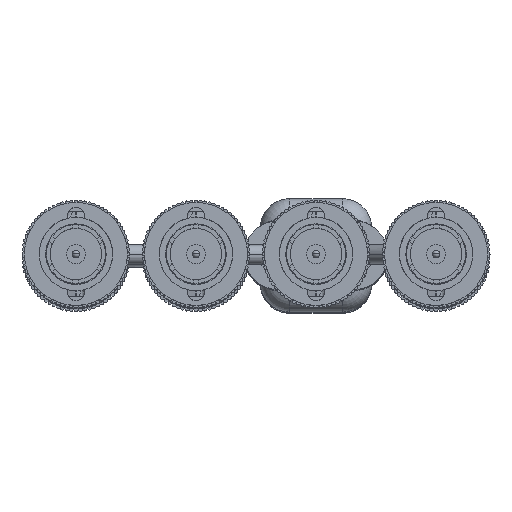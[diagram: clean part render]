
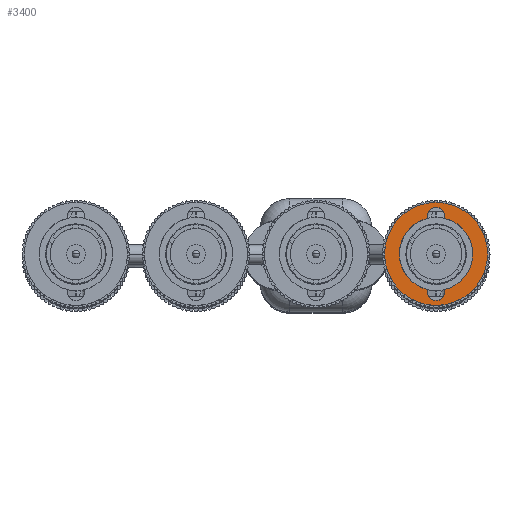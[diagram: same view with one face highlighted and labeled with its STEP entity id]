
A CAD part, top view. The second image highlights one B-rep face of the part: STEP entity #3400.
In plain terms, the highlighted planar face has unit normal (0, 0, 1).
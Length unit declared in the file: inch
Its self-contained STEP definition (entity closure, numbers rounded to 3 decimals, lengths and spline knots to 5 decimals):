
#2960 = VERTEX_POINT ( 'NONE', #20532 ) ;
#2970 = EDGE_CURVE ( 'NONE', #2977, #2960, #20564, .T. ) ;
#2977 = VERTEX_POINT ( 'NONE', #20612 ) ;
#3400 = ADVANCED_FACE ( 'NONE', ( #13077, #13076 ), #13075, .T. ) ;
#3401 = EDGE_LOOP ( 'NONE', ( #3403, #26213, #26178, #26225, #26272, #26267, #26274, #6494, #6461, #6463 ) ) ;
#3403 = ORIENTED_EDGE ( 'NONE', *, *, #3405, .F. ) ;
#3405 = EDGE_CURVE ( 'NONE', #10755, #11062, #13070, .T. ) ;
#6422 = EDGE_CURVE ( 'NONE', #10750, #11159, #13137, .T. ) ;
#6432 = EDGE_LOOP ( 'NONE', ( #7476, #6441 ) ) ;
#6441 = ORIENTED_EDGE ( 'NONE', *, *, #6443, .T. ) ;
#6443 = EDGE_CURVE ( 'NONE', #2960, #2977, #13171, .T. ) ;
#6461 = ORIENTED_EDGE ( 'NONE', *, *, #6422, .F. ) ;
#6463 = ORIENTED_EDGE ( 'NONE', *, *, #10751, .F. ) ;
#6494 = ORIENTED_EDGE ( 'NONE', *, *, #11105, .F. ) ;
#7476 = ORIENTED_EDGE ( 'NONE', *, *, #2970, .T. ) ;
#10690 = EDGE_CURVE ( 'NONE', #10950, #11067, #16483, .T. ) ;
#10750 = VERTEX_POINT ( 'NONE', #16513 ) ;
#10751 = EDGE_CURVE ( 'NONE', #11062, #10750, #16512, .T. ) ;
#10755 = VERTEX_POINT ( 'NONE', #16507 ) ;
#10950 = VERTEX_POINT ( 'NONE', #16574 ) ;
#11044 = EDGE_CURVE ( 'NONE', #11142, #10755, #16652, .T. ) ;
#11062 = VERTEX_POINT ( 'NONE', #16669 ) ;
#11067 = VERTEX_POINT ( 'NONE', #16696 ) ;
#11105 = EDGE_CURVE ( 'NONE', #11159, #11112, #16691, .T. ) ;
#11112 = VERTEX_POINT ( 'NONE', #26648 ) ;
#11131 = VERTEX_POINT ( 'NONE', #26682 ) ;
#11132 = EDGE_CURVE ( 'NONE', #11131, #11142, #26675, .T. ) ;
#11133 = EDGE_CURVE ( 'NONE', #11112, #10950, #26670, .T. ) ;
#11142 = VERTEX_POINT ( 'NONE', #26732 ) ;
#11159 = VERTEX_POINT ( 'NONE', #26757 ) ;
#11161 = EDGE_CURVE ( 'NONE', #11067, #11164, #26755, .T. ) ;
#11164 = VERTEX_POINT ( 'NONE', #26750 ) ;
#13066 = DIRECTION ( 'NONE',  ( 1., 0., 0. ) ) ;
#13067 = DIRECTION ( 'NONE',  ( 0., 0., 1. ) ) ;
#13068 = CARTESIAN_POINT ( 'NONE',  ( 0., 0., 0. ) ) ;
#13069 = AXIS2_PLACEMENT_3D ( 'NONE', #13068, #13067, #13066 ) ;
#13070 = CIRCLE ( 'NONE', #13069, 0.194 ) ;
#13071 = DIRECTION ( 'NONE',  ( 1., 0., 0. ) ) ;
#13072 = DIRECTION ( 'NONE',  ( 0., 0., 1. ) ) ;
#13073 = CARTESIAN_POINT ( 'NONE',  ( 0.2725, 0., 0. ) ) ;
#13074 = AXIS2_PLACEMENT_3D ( 'NONE', #13073, #13072, #13071 ) ;
#13075 = PLANE ( 'NONE',  #13074 ) ;
#13076 = FACE_OUTER_BOUND ( 'NONE', #6432, .T. ) ;
#13077 = FACE_BOUND ( 'NONE', #3401, .T. ) ;
#13133 = DIRECTION ( 'NONE',  ( 1., 0., 0. ) ) ;
#13134 = DIRECTION ( 'NONE',  ( 0., 0., 1. ) ) ;
#13135 = CARTESIAN_POINT ( 'NONE',  ( 0., -0.2, 0. ) ) ;
#13136 = AXIS2_PLACEMENT_3D ( 'NONE', #13135, #13134, #13133 ) ;
#13137 = CIRCLE ( 'NONE', #13136, 0.0465 ) ;
#13161 = DIRECTION ( 'NONE',  ( 1., 0., 0. ) ) ;
#13162 = DIRECTION ( 'NONE',  ( 0., 0., 1. ) ) ;
#13163 = CARTESIAN_POINT ( 'NONE',  ( 0., 0., 0. ) ) ;
#13164 = AXIS2_PLACEMENT_3D ( 'NONE', #13163, #13162, #13161 ) ;
#13171 = CIRCLE ( 'NONE', #13164, 0.2725 ) ;
#16463 = DIRECTION ( 'NONE',  ( 1., 0., 0. ) ) ;
#16479 = DIRECTION ( 'NONE',  ( 1., 0., 0. ) ) ;
#16480 = DIRECTION ( 'NONE',  ( 0., 0., 1. ) ) ;
#16481 = CARTESIAN_POINT ( 'NONE',  ( 0., 0., 0. ) ) ;
#16482 = AXIS2_PLACEMENT_3D ( 'NONE', #16481, #16480, #16479 ) ;
#16483 = CIRCLE ( 'NONE', #16482, 0.194 ) ;
#16507 = CARTESIAN_POINT ( 'NONE',  ( -0.0451, 0.18868, 0. ) ) ;
#16508 = DIRECTION ( 'NONE',  ( 1., 0., 0. ) ) ;
#16509 = DIRECTION ( 'NONE',  ( 0., 0., 1. ) ) ;
#16510 = CARTESIAN_POINT ( 'NONE',  ( 0., 0., 0. ) ) ;
#16511 = AXIS2_PLACEMENT_3D ( 'NONE', #16510, #16509, #16508 ) ;
#16512 = CIRCLE ( 'NONE', #16511, 0.194 ) ;
#16513 = CARTESIAN_POINT ( 'NONE',  ( -0.0451, -0.18868, 0. ) ) ;
#16574 = CARTESIAN_POINT ( 'NONE',  ( 0.0451, -0.18868, 0. ) ) ;
#16648 = DIRECTION ( 'NONE',  ( -1., 0., 0. ) ) ;
#16649 = DIRECTION ( 'NONE',  ( 0., 0., 1. ) ) ;
#16650 = CARTESIAN_POINT ( 'NONE',  ( 0., 0.2, 0. ) ) ;
#16651 = AXIS2_PLACEMENT_3D ( 'NONE', #16650, #16649, #16648 ) ;
#16652 = CIRCLE ( 'NONE', #16651, 0.0465 ) ;
#16669 = CARTESIAN_POINT ( 'NONE',  ( -0.194, 0., 0. ) ) ;
#16688 = DIRECTION ( 'NONE',  ( 0., 0., 1. ) ) ;
#16689 = CARTESIAN_POINT ( 'NONE',  ( 0., -0.2, 0. ) ) ;
#16690 = AXIS2_PLACEMENT_3D ( 'NONE', #16689, #16688, #16463 ) ;
#16691 = CIRCLE ( 'NONE', #16690, 0.0465 ) ;
#16696 = CARTESIAN_POINT ( 'NONE',  ( 0.194, 0., 0. ) ) ;
#20532 = CARTESIAN_POINT ( 'NONE',  ( -0.2725, 0., 0. ) ) ;
#20560 = DIRECTION ( 'NONE',  ( 1., 0., 0. ) ) ;
#20561 = DIRECTION ( 'NONE',  ( 0., 0., 1. ) ) ;
#20562 = CARTESIAN_POINT ( 'NONE',  ( 0., 0., 0. ) ) ;
#20563 = AXIS2_PLACEMENT_3D ( 'NONE', #20562, #20561, #20560 ) ;
#20564 = CIRCLE ( 'NONE', #20563, 0.2725 ) ;
#20612 = CARTESIAN_POINT ( 'NONE',  ( 0.2725, 0., 0. ) ) ;
#26178 = ORIENTED_EDGE ( 'NONE', *, *, #11132, .F. ) ;
#26213 = ORIENTED_EDGE ( 'NONE', *, *, #11044, .F. ) ;
#26225 = ORIENTED_EDGE ( 'NONE', *, *, #26254, .F. ) ;
#26254 = EDGE_CURVE ( 'NONE', #11164, #11131, #27689, .T. ) ;
#26267 = ORIENTED_EDGE ( 'NONE', *, *, #10690, .F. ) ;
#26272 = ORIENTED_EDGE ( 'NONE', *, *, #11161, .F. ) ;
#26274 = ORIENTED_EDGE ( 'NONE', *, *, #11133, .F. ) ;
#26648 = CARTESIAN_POINT ( 'NONE',  ( 0.0465, -0.2, 0. ) ) ;
#26666 = DIRECTION ( 'NONE',  ( 1., 0., 0. ) ) ;
#26667 = DIRECTION ( 'NONE',  ( 0., 0., 1. ) ) ;
#26668 = CARTESIAN_POINT ( 'NONE',  ( 0., -0.2, 0. ) ) ;
#26669 = AXIS2_PLACEMENT_3D ( 'NONE', #26668, #26667, #26666 ) ;
#26670 = CIRCLE ( 'NONE', #26669, 0.0465 ) ;
#26671 = DIRECTION ( 'NONE',  ( -1., 0., 0. ) ) ;
#26672 = DIRECTION ( 'NONE',  ( 0., 0., 1. ) ) ;
#26673 = CARTESIAN_POINT ( 'NONE',  ( 0., 0.2, 0. ) ) ;
#26674 = AXIS2_PLACEMENT_3D ( 'NONE', #26673, #26672, #26671 ) ;
#26675 = CIRCLE ( 'NONE', #26674, 0.0465 ) ;
#26682 = CARTESIAN_POINT ( 'NONE',  ( 0.0465, 0.2, 0. ) ) ;
#26732 = CARTESIAN_POINT ( 'NONE',  ( -0.0465, 0.2, 0. ) ) ;
#26750 = CARTESIAN_POINT ( 'NONE',  ( 0.0451, 0.18868, 0. ) ) ;
#26751 = DIRECTION ( 'NONE',  ( 1., 0., 0. ) ) ;
#26752 = DIRECTION ( 'NONE',  ( 0., 0., 1. ) ) ;
#26753 = CARTESIAN_POINT ( 'NONE',  ( 0., 0., 0. ) ) ;
#26754 = AXIS2_PLACEMENT_3D ( 'NONE', #26753, #26752, #26751 ) ;
#26755 = CIRCLE ( 'NONE', #26754, 0.194 ) ;
#26757 = CARTESIAN_POINT ( 'NONE',  ( -0.0465, -0.2, 0. ) ) ;
#27685 = DIRECTION ( 'NONE',  ( -1., 0., 0. ) ) ;
#27686 = DIRECTION ( 'NONE',  ( 0., 0., 1. ) ) ;
#27687 = CARTESIAN_POINT ( 'NONE',  ( 0., 0.2, 0. ) ) ;
#27688 = AXIS2_PLACEMENT_3D ( 'NONE', #27687, #27686, #27685 ) ;
#27689 = CIRCLE ( 'NONE', #27688, 0.0465 ) ;
